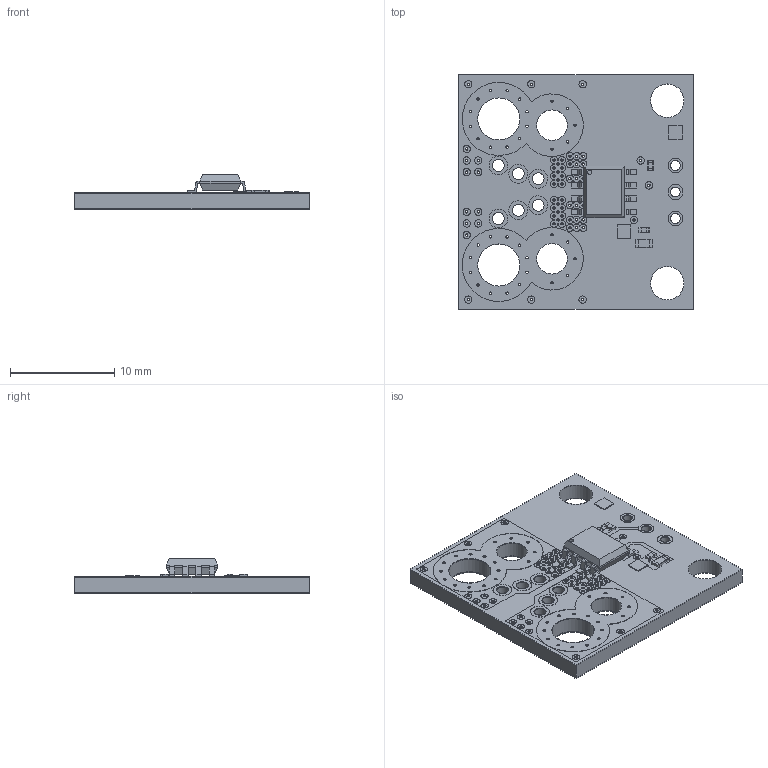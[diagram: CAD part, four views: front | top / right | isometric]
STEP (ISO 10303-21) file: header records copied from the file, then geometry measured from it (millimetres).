
FILE_DESCRIPTION(/* description */ (''),/* implementation_level */ '2;1');
FILE_NAME(/* name */ 'ACS724-Breakout_v11.step',/* time_stamp */ '2020-10-07T13:24:35+02:00',/* author */ (''),/* organization */ (''),/* preprocessor_version */ 'ST-DEVELOPER v18.1',/* originating_system */ 'Autodesk Translation Framework v9.3.0.1241',/* authorisation */ '');
FILE_SCHEMA (('AUTOMOTIVE_DESIGN { 1 0 10303 214 3 1 1 }'));
Products named in the file (24): (Nicht gespeichert); Board; 1-copper; 16-copper; 1-soldermask; 16-soldermask; Packages; MA03-1; C0402; 13049202.f3d ; core; termination; C0603; 13010312.f3d ; core (1); base; SO08; Model; CE_2MM; OSHW_6X70; PASSER_07MM; SPARK_TPLACE_S; WEEE_4MM; 5-2,5
Assembly tree (28 placements, depth 5):
  (Nicht gespeichert)
    Board
    1-copper
    16-copper
    1-soldermask
    16-soldermask
    Packages
      MA03-1
      C0402  x2
        13049202.f3d 
          core
          termination  x2
      C0603
        13010312.f3d 
          core (1)
          base  x2
      SO08
        Model
      CE_2MM
      OSHW_6X70
      PASSER_07MM  x2
      SPARK_TPLACE_S
      WEEE_4MM
      5-2,5  x2
Bounding box: 22.5 x 22.5 x 3.37 mm (x, y, z)
Volume: 756.5 mm3; surface area: 4972.1 mm2
Topology: 221 solids, 221 shells, 2503 faces, 6124 edges, 4040 vertices
Faces by surface type: cylinder 1390, plane 1089, sphere 24
Full cylindrical faces by diameter (mm): 0.23 x651, 0.3 x186, 0.39 x1, 0.7 x2, 0.93 x21, 1 x6, 1.13 x42, 1.2 x12, 2.93 x14, 3 x4, 3.2 x6, 4.03 x14, 4.1 x4
Entity records: 76270 total; most frequent: DIRECTION 13564, CARTESIAN_POINT 12324, ORIENTED_EDGE 11840, EDGE_CURVE 5920, AXIS2_PLACEMENT_3D 5176, EDGE_LOOP 4124, VERTEX_POINT 3936, LINE 3212
